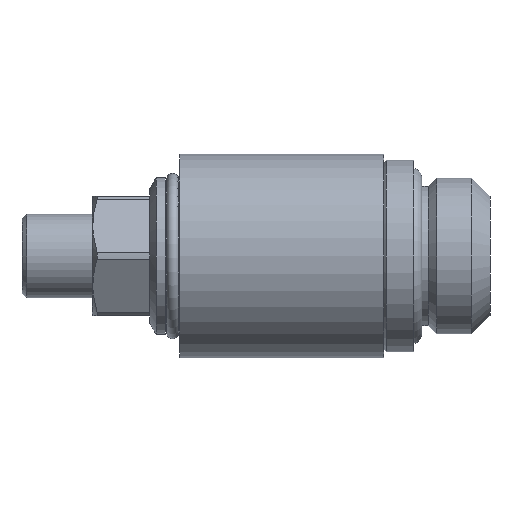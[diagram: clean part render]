
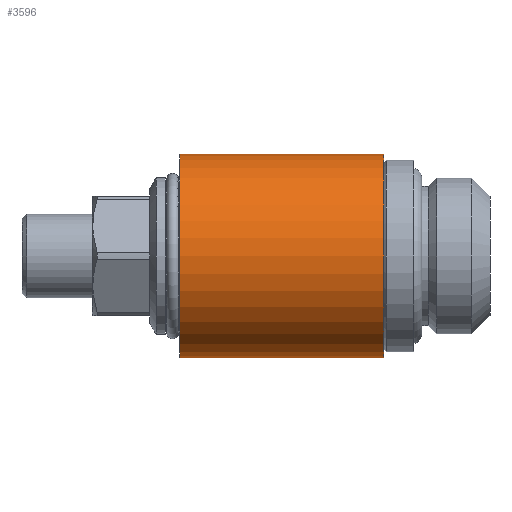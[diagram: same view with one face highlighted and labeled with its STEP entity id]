
A CAD part, left-side view. The second image highlights one B-rep face of the part: STEP entity #3596.
In plain terms, the highlighted cylindrical face has radius 8.5 mm (diameter 17 mm), a partial arc.
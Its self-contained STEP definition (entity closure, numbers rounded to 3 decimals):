
#77 = ORIENTED_EDGE ( 'NONE', *, *, #419, .F. ) ;
#78 = ORIENTED_EDGE ( 'NONE', *, *, #410, .T. ) ;
#79 = ORIENTED_EDGE ( 'NONE', *, *, #420, .T. ) ;
#80 = ORIENTED_EDGE ( 'NONE', *, *, #3495, .T. ) ;
#110 = EDGE_LOOP ( 'NONE', ( #77, #78, #79, #80 ) ) ;
#410 = EDGE_CURVE ( 'NONE', #3410, #3408, #3451, .T. ) ;
#419 = EDGE_CURVE ( 'NONE', #3410, #3412, #2776, .T. ) ;
#420 = EDGE_CURVE ( 'NONE', #3408, #3413, #2775, .T. ) ;
#551 = AXIS2_PLACEMENT_3D ( 'NONE', #1922, #1911, #1923 ) ;
#581 = VECTOR ( 'NONE', #2782, 1000. ) ;
#812 = VECTOR ( 'NONE', #2780, 1000. ) ;
#989 = CARTESIAN_POINT ( 'NONE',  ( 0., 9.2, 8.5 ) ) ;
#990 = CARTESIAN_POINT ( 'NONE',  ( 0., 9.2, -8.5 ) ) ;
#992 = CARTESIAN_POINT ( 'NONE',  ( 0., 26.2, -8.5 ) ) ;
#993 = CARTESIAN_POINT ( 'NONE',  ( 0., 26.2, 8.5 ) ) ;
#1014 = CARTESIAN_POINT ( 'NONE',  ( 0., 26.2, 0. ) ) ;
#1015 = DIRECTION ( 'NONE',  ( 0., -1., 0. ) ) ;
#1016 = DIRECTION ( 'NONE',  ( 0., 0., 1. ) ) ;
#1911 = DIRECTION ( 'NONE',  ( 0., 1., 0. ) ) ;
#1915 = CYLINDRICAL_SURFACE ( 'NONE', #551, 8.5 ) ;
#1918 = FACE_OUTER_BOUND ( 'NONE', #110, .T. ) ;
#1922 = CARTESIAN_POINT ( 'NONE',  ( 0., 28.066, 0. ) ) ;
#1923 = DIRECTION ( 'NONE',  ( 0., 0., 1. ) ) ;
#2752 = CARTESIAN_POINT ( 'NONE',  ( 0., 9.2, 0. ) ) ;
#2753 = DIRECTION ( 'NONE',  ( 0., 1., 0. ) ) ;
#2754 = DIRECTION ( 'NONE',  ( 0., 0., -1. ) ) ;
#2773 = CARTESIAN_POINT ( 'NONE',  ( 0., 28.066, -8.5 ) ) ;
#2775 = LINE ( 'NONE', #2781, #581 ) ;
#2776 = LINE ( 'NONE', #2773, #812 ) ;
#2780 = DIRECTION ( 'NONE',  ( 0., 1., 0. ) ) ;
#2781 = CARTESIAN_POINT ( 'NONE',  ( 0., 28.066, 8.5 ) ) ;
#2782 = DIRECTION ( 'NONE',  ( 0., 1., 0. ) ) ;
#3162 = CIRCLE ( 'NONE', #3164, 8.5 ) ;
#3164 = AXIS2_PLACEMENT_3D ( 'NONE', #1014, #1015, #1016 ) ;
#3408 = VERTEX_POINT ( 'NONE', #989 ) ;
#3410 = VERTEX_POINT ( 'NONE', #990 ) ;
#3412 = VERTEX_POINT ( 'NONE', #992 ) ;
#3413 = VERTEX_POINT ( 'NONE', #993 ) ;
#3439 = AXIS2_PLACEMENT_3D ( 'NONE', #2752, #2753, #2754 ) ;
#3451 = CIRCLE ( 'NONE', #3439, 8.5 ) ;
#3495 = EDGE_CURVE ( 'NONE', #3413, #3412, #3162, .T. ) ;
#3596 = ADVANCED_FACE ( 'NONE', ( #1918 ), #1915, .T. ) ;
